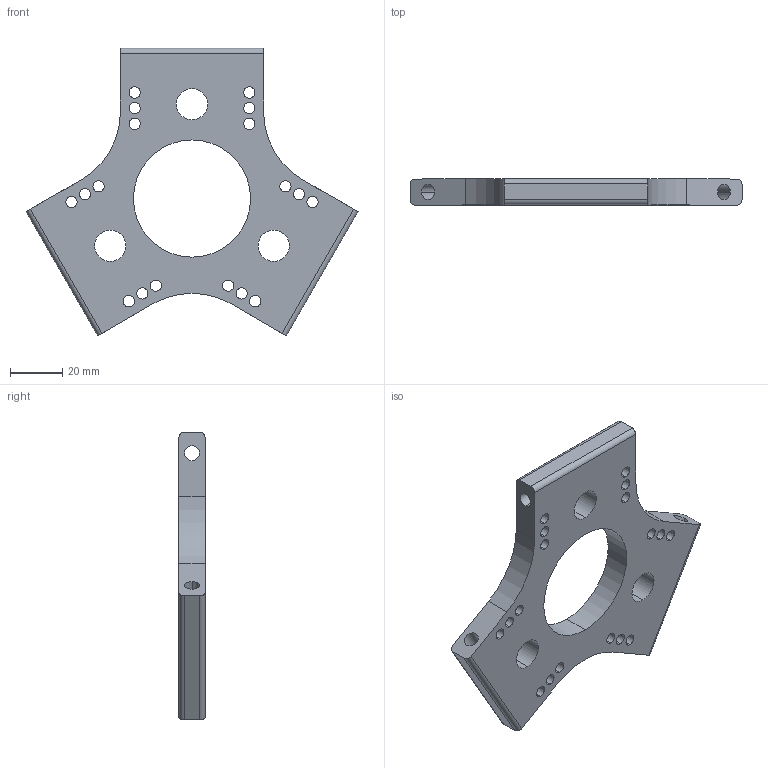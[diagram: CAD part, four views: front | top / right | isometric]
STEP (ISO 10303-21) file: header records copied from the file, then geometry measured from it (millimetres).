
FILE_DESCRIPTION (( 'STEP AP203' ), '1' );
FILE_NAME ('playe_Default_sldprt.STEP', '2024-03-25T01:43:36', ( '' ), ( '' ), 'SwSTEP 2.0', 'SolidWorks 2023', '' );
FILE_SCHEMA (( 'CONFIG_CONTROL_DESIGN' ));
Length unit declared in the file: millimetre
Products named in the file (1): playe_Default_sldprt
Bounding box: 127.5 x 10 x 110.42 mm (x, y, z)
Volume: 57136.4 mm3; surface area: 23912.3 mm2
Topology: 1 solids, 1 shells, 76 faces, 216 edges, 142 vertices
Faces by surface type: cylinder 59, plane 11, cone 6
Entity records: 2713 total; most frequent: DIRECTION 494, CARTESIAN_POINT 435, ORIENTED_EDGE 432, EDGE_CURVE 216, AXIS2_PLACEMENT_3D 201, VERTEX_POINT 142, EDGE_LOOP 126, CIRCLE 124
